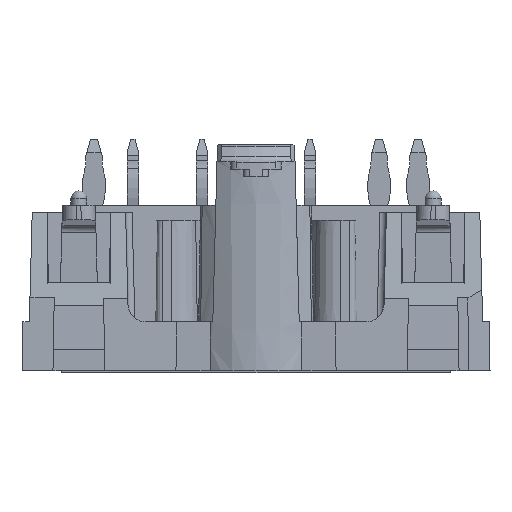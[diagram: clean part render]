
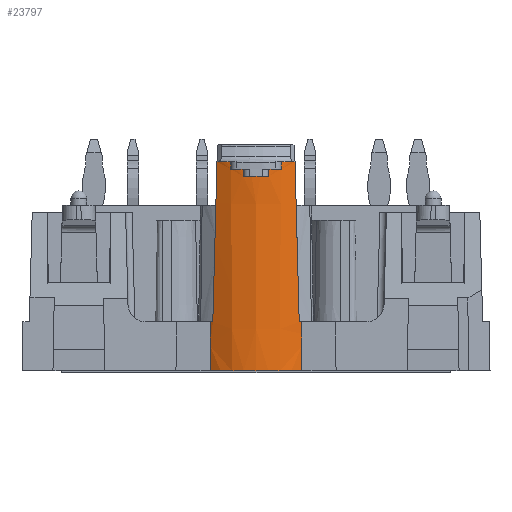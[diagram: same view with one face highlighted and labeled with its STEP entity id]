
A CAD part, left-side view. The second image highlights one B-rep face of the part: STEP entity #23797.
In plain terms, the highlighted conical face has half-angle 0.516 degrees and reference radius 5.5 mm.
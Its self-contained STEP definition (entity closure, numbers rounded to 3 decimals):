
#54=B_SPLINE_CURVE_WITH_KNOTS('',3,(#33383,#33384,#33385,#33386,#33387,
#33388,#33389),.UNSPECIFIED.,.F.,.F.,(4,3,4),(0.002,0.002,
0.002),.UNSPECIFIED.);
#55=B_SPLINE_CURVE_WITH_KNOTS('',3,(#33393,#33394,#33395,#33396,#33397,
#33398,#33399),.UNSPECIFIED.,.F.,.F.,(4,3,4),(0.002,0.002,
0.002),.UNSPECIFIED.);
#56=B_SPLINE_CURVE_WITH_KNOTS('',3,(#33403,#33404,#33405,#33406,#33407,
#33408,#33409),.UNSPECIFIED.,.F.,.F.,(4,3,4),(0.002,0.002,
0.003),.UNSPECIFIED.);
#57=B_SPLINE_CURVE_WITH_KNOTS('',3,(#33413,#33414,#33415,#33416,#33417,
#33418,#33419),.UNSPECIFIED.,.F.,.F.,(4,3,4),(0.002,0.002,
0.002),.UNSPECIFIED.);
#93=CONICAL_SURFACE('',#25024,5.5,0.009);
#226=ELLIPSE('',#24961,248.172,3.71);
#242=ELLIPSE('',#25025,283.039,6.957);
#243=ELLIPSE('',#25030,283.039,6.957);
#244=ELLIPSE('',#25031,248.172,3.71);
#289=CIRCLE('',#24528,5.469);
#403=CIRCLE('',#24916,5.5);
#406=CIRCLE('',#24921,5.5);
#423=CIRCLE('',#24944,5.6);
#426=CIRCLE('',#25026,5.595);
#427=CIRCLE('',#25027,5.591);
#428=CIRCLE('',#25028,5.595);
#429=CIRCLE('',#25029,5.6);
#2736=ORIENTED_EDGE('',*,*,#6391,.F.);
#2737=ORIENTED_EDGE('',*,*,#7093,.F.);
#2738=ORIENTED_EDGE('',*,*,#7033,.T.);
#2739=ORIENTED_EDGE('',*,*,#7201,.F.);
#2740=ORIENTED_EDGE('',*,*,#7070,.T.);
#2741=ORIENTED_EDGE('',*,*,#7202,.T.);
#2742=ORIENTED_EDGE('',*,*,#7203,.T.);
#2743=ORIENTED_EDGE('',*,*,#7204,.T.);
#2744=ORIENTED_EDGE('',*,*,#7205,.T.);
#2745=ORIENTED_EDGE('',*,*,#7206,.T.);
#2746=ORIENTED_EDGE('',*,*,#7207,.T.);
#2747=ORIENTED_EDGE('',*,*,#7208,.T.);
#2748=ORIENTED_EDGE('',*,*,#7209,.T.);
#2749=ORIENTED_EDGE('',*,*,#7210,.F.);
#2750=ORIENTED_EDGE('',*,*,#7038,.T.);
#2751=ORIENTED_EDGE('',*,*,#7211,.T.);
#6391=EDGE_CURVE('',#8963,#8964,#289,.F.);
#7033=EDGE_CURVE('',#9416,#9417,#403,.T.);
#7038=EDGE_CURVE('',#9418,#9422,#406,.T.);
#7070=EDGE_CURVE('',#9453,#9452,#423,.T.);
#7093=EDGE_CURVE('',#9416,#8963,#226,.T.);
#7201=EDGE_CURVE('',#9453,#9417,#242,.F.);
#7202=EDGE_CURVE('',#9452,#9524,#54,.T.);
#7203=EDGE_CURVE('',#9524,#9525,#426,.T.);
#7204=EDGE_CURVE('',#9525,#9526,#55,.T.);
#7205=EDGE_CURVE('',#9526,#9527,#427,.T.);
#7206=EDGE_CURVE('',#9527,#9528,#56,.T.);
#7207=EDGE_CURVE('',#9528,#9529,#428,.T.);
#7208=EDGE_CURVE('',#9529,#9530,#57,.T.);
#7209=EDGE_CURVE('',#9530,#9531,#429,.T.);
#7210=EDGE_CURVE('',#9418,#9531,#243,.F.);
#7211=EDGE_CURVE('',#9422,#8964,#244,.F.);
#8963=VERTEX_POINT('',#31478);
#8964=VERTEX_POINT('',#31480);
#9416=VERTEX_POINT('',#33011);
#9417=VERTEX_POINT('',#33014);
#9418=VERTEX_POINT('',#33018);
#9422=VERTEX_POINT('',#33025);
#9452=VERTEX_POINT('',#33090);
#9453=VERTEX_POINT('',#33092);
#9524=VERTEX_POINT('',#33390);
#9525=VERTEX_POINT('',#33392);
#9526=VERTEX_POINT('',#33400);
#9527=VERTEX_POINT('',#33402);
#9528=VERTEX_POINT('',#33410);
#9529=VERTEX_POINT('',#33412);
#9530=VERTEX_POINT('',#33420);
#9531=VERTEX_POINT('',#33422);
#14644=EDGE_LOOP('',(#2736,#2737,#2738,#2739,#2740,#2741,#2742,#2743,#2744,
#2745,#2746,#2747,#2748,#2749,#2750,#2751));
#15650=FACE_BOUND('',#14644,.T.);
#23797=ADVANCED_FACE('',(#15650),#93,.T.);
#24528=AXIS2_PLACEMENT_3D('',#31479,#26316,#26317);
#24916=AXIS2_PLACEMENT_3D('',#33015,#27509,#27510);
#24921=AXIS2_PLACEMENT_3D('',#33026,#27520,#27521);
#24944=AXIS2_PLACEMENT_3D('',#33091,#27578,#27579);
#24961=AXIS2_PLACEMENT_3D('',#33138,#27623,#27624);
#25024=AXIS2_PLACEMENT_3D('',#33381,#27839,#27840);
#25025=AXIS2_PLACEMENT_3D('',#33382,#27841,#27842);
#25026=AXIS2_PLACEMENT_3D('',#33391,#27843,#27844);
#25027=AXIS2_PLACEMENT_3D('',#33401,#27845,#27846);
#25028=AXIS2_PLACEMENT_3D('',#33411,#27847,#27848);
#25029=AXIS2_PLACEMENT_3D('',#33421,#27849,#27850);
#25030=AXIS2_PLACEMENT_3D('',#33423,#27851,#27852);
#25031=AXIS2_PLACEMENT_3D('',#33424,#27853,#27854);
#26316=DIRECTION('',(0.,0.,1.));
#26317=DIRECTION('',(1.,0.,0.));
#27509=DIRECTION('',(0.,0.,-1.));
#27510=DIRECTION('',(-1.,0.,0.));
#27520=DIRECTION('',(0.,0.,-1.));
#27521=DIRECTION('',(-1.,0.,0.));
#27578=DIRECTION('',(0.,0.,-1.));
#27579=DIRECTION('',(-1.,0.,0.));
#27623=DIRECTION('',(1.,0.,0.017));
#27624=DIRECTION('',(-0.017,0.,1.));
#27839=DIRECTION('',(0.,0.,1.));
#27840=DIRECTION('',(-1.,0.,0.));
#27841=DIRECTION('',(0.,1.,-0.026));
#27842=DIRECTION('',(0.,0.026,1.));
#27843=DIRECTION('',(0.,0.,-1.));
#27844=DIRECTION('',(-1.,0.,0.));
#27845=DIRECTION('',(0.,0.,-1.));
#27846=DIRECTION('',(-1.,0.,0.));
#27847=DIRECTION('',(0.,0.,-1.));
#27848=DIRECTION('',(-1.,0.,0.));
#27849=DIRECTION('',(0.,0.,-1.));
#27850=DIRECTION('',(-1.,0.,0.));
#27851=DIRECTION('',(0.,-1.,-0.026));
#27852=DIRECTION('',(0.,-0.026,1.));
#27853=DIRECTION('',(1.,0.,0.017));
#27854=DIRECTION('',(-0.017,0.,1.));
#31478=CARTESIAN_POINT('',(-31.941,-3.193,0.));
#31479=CARTESIAN_POINT('',(-27.5,0.,0.));
#31480=CARTESIAN_POINT('',(-31.941,3.193,0.));
#33011=CARTESIAN_POINT('',(-32.,-3.162,3.4));
#33014=CARTESIAN_POINT('',(-32.11,-3.,3.4));
#33015=CARTESIAN_POINT('',(-27.5,0.,3.4));
#33018=CARTESIAN_POINT('',(-32.11,3.,3.4));
#33025=CARTESIAN_POINT('',(-32.,3.162,3.4));
#33026=CARTESIAN_POINT('',(-27.5,0.,3.4));
#33090=CARTESIAN_POINT('',(-32.82,-1.75,14.5));
#33091=CARTESIAN_POINT('',(-27.5,0.,14.5));
#33092=CARTESIAN_POINT('',(-32.401,-2.709,14.5));
#33138=CARTESIAN_POINT('',(-29.735,0.,-126.336));
#33381=CARTESIAN_POINT('',(-27.5,0.,3.4));
#33382=CARTESIAN_POINT('',(-27.5,2.549,215.309));
#33383=CARTESIAN_POINT('',(-32.82,-1.75,14.5));
#33384=CARTESIAN_POINT('',(-32.818,-1.75,14.383));
#33385=CARTESIAN_POINT('',(-32.817,-1.75,14.266));
#33386=CARTESIAN_POINT('',(-32.816,-1.75,14.15));
#33387=CARTESIAN_POINT('',(-32.816,-1.75,14.1));
#33388=CARTESIAN_POINT('',(-32.815,-1.75,14.05));
#33389=CARTESIAN_POINT('',(-32.815,-1.75,14.));
#33390=CARTESIAN_POINT('',(-32.815,-1.75,14.));
#33391=CARTESIAN_POINT('',(-27.5,0.,14.));
#33392=CARTESIAN_POINT('',(-33.023,-0.9,14.));
#33393=CARTESIAN_POINT('',(-33.023,-0.9,14.));
#33394=CARTESIAN_POINT('',(-33.021,-0.9,13.875));
#33395=CARTESIAN_POINT('',(-33.02,-0.9,13.75));
#33396=CARTESIAN_POINT('',(-33.019,-0.9,13.625));
#33397=CARTESIAN_POINT('',(-33.019,-0.9,13.583));
#33398=CARTESIAN_POINT('',(-33.018,-0.9,13.542));
#33399=CARTESIAN_POINT('',(-33.018,-0.9,13.5));
#33400=CARTESIAN_POINT('',(-33.018,-0.9,13.5));
#33401=CARTESIAN_POINT('',(-27.5,0.,13.5));
#33402=CARTESIAN_POINT('',(-33.018,0.9,13.5));
#33403=CARTESIAN_POINT('',(-33.018,0.9,13.5));
#33404=CARTESIAN_POINT('',(-33.018,0.9,13.542));
#33405=CARTESIAN_POINT('',(-33.019,0.9,13.583));
#33406=CARTESIAN_POINT('',(-33.019,0.9,13.625));
#33407=CARTESIAN_POINT('',(-33.02,0.9,13.75));
#33408=CARTESIAN_POINT('',(-33.021,0.9,13.875));
#33409=CARTESIAN_POINT('',(-33.023,0.9,14.));
#33410=CARTESIAN_POINT('',(-33.023,0.9,14.));
#33411=CARTESIAN_POINT('',(-27.5,0.,14.));
#33412=CARTESIAN_POINT('',(-32.815,1.75,14.));
#33413=CARTESIAN_POINT('',(-32.815,1.75,14.));
#33414=CARTESIAN_POINT('',(-32.815,1.75,14.05));
#33415=CARTESIAN_POINT('',(-32.816,1.75,14.1));
#33416=CARTESIAN_POINT('',(-32.816,1.75,14.15));
#33417=CARTESIAN_POINT('',(-32.817,1.75,14.266));
#33418=CARTESIAN_POINT('',(-32.818,1.75,14.383));
#33419=CARTESIAN_POINT('',(-32.82,1.75,14.5));
#33420=CARTESIAN_POINT('',(-32.82,1.75,14.5));
#33421=CARTESIAN_POINT('',(-27.5,0.,14.5));
#33422=CARTESIAN_POINT('',(-32.401,2.709,14.5));
#33423=CARTESIAN_POINT('',(-27.5,-2.549,215.309));
#33424=CARTESIAN_POINT('',(-29.735,0.,-126.336));
